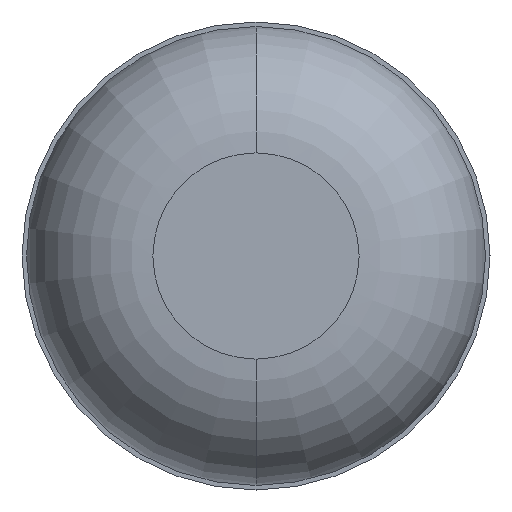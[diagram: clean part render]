
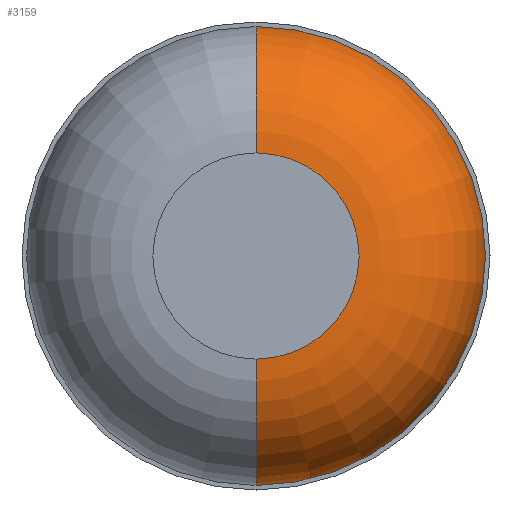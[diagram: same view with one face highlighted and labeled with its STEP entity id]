
A CAD part, front view. The second image highlights one B-rep face of the part: STEP entity #3159.
In plain terms, the highlighted toroidal (fillet/blend) face has major radius 0.155 mm and minor radius 0.19 mm.
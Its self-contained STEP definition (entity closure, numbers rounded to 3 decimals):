
#2 = EDGE_CURVE ( 'Defeature ausgef�hrt1_1+Defeature ausgef�hrt1_3+Defeature ausgef�hrt1_3+Defeature ausgef�hrt1_3', #3665, #1447, #693, .T. ) ;
#305 = CIRCLE ( 'NONE', #3498, 0.155 ) ;
#567 = CARTESIAN_POINT ( 'NONE',  ( 0., -12.51, -0.345 ) ) ;
#605 = AXIS2_PLACEMENT_3D ( 'NONE', #3761, #3438, #2828 ) ;
#691 = AXIS2_PLACEMENT_3D ( 'NONE', #2608, #1671, #706 ) ;
#693 = CIRCLE ( 'NONE', #778, 0.345 ) ;
#706 = DIRECTION ( 'NONE',  ( 0., 0., -1. ) ) ;
#778 = AXIS2_PLACEMENT_3D ( 'NONE', #2374, #3300, #2332 ) ;
#792 = VERTEX_POINT ( 'NONE', #1172 ) ;
#1172 = CARTESIAN_POINT ( 'NONE',  ( 0., -12.7, 0.155 ) ) ;
#1260 = CIRCLE ( 'NONE', #605, 0.19 ) ;
#1447 = VERTEX_POINT ( 'NONE', #567 ) ;
#1455 = EDGE_CURVE ( 'NONE', #792, #3665, #1260, .T. ) ;
#1510 = EDGE_LOOP ( 'NONE', ( #2720, #3779, #3674, #4114 ) ) ;
#1537 = CARTESIAN_POINT ( 'NONE',  ( 0., -12.51, 0.345 ) ) ;
#1543 = CARTESIAN_POINT ( 'NONE',  ( 0., -12.7, 0. ) ) ;
#1658 = CARTESIAN_POINT ( 'NONE',  ( 0., -12.7, -0.155 ) ) ;
#1666 = TOROIDAL_SURFACE ( 'NONE', #2283, 0.155, 0.19 ) ;
#1671 = DIRECTION ( 'NONE',  ( 1., 0., 0. ) ) ;
#1876 = DIRECTION ( 'NONE',  ( 0., 0., 1. ) ) ;
#2085 = DIRECTION ( 'NONE',  ( 0., 0., 1. ) ) ;
#2283 = AXIS2_PLACEMENT_3D ( 'NONE', #2336, #3306, #2085 ) ;
#2328 = CIRCLE ( 'NONE', #691, 0.19 ) ;
#2332 = DIRECTION ( 'NONE',  ( 0., 0., 1. ) ) ;
#2336 = CARTESIAN_POINT ( 'NONE',  ( 0., -12.51, 0. ) ) ;
#2374 = CARTESIAN_POINT ( 'NONE',  ( 0., -12.51, 0. ) ) ;
#2513 = EDGE_CURVE ( 'Defeature ausgef�hrt1_3+Defeature ausgef�hrt1_4+Defeature ausgef�hrt1_4+Defeature ausgef�hrt1_4', #792, #3052, #305, .T. ) ;
#2608 = CARTESIAN_POINT ( 'NONE',  ( 0., -12.51, -0.155 ) ) ;
#2629 = FACE_OUTER_BOUND ( 'NONE', #1510, .T. ) ;
#2720 = ORIENTED_EDGE ( 'NONE', *, *, #2513, .T. ) ;
#2828 = DIRECTION ( 'NONE',  ( 0., 0., 1. ) ) ;
#2971 = EDGE_CURVE ( 'NONE', #3052, #1447, #2328, .T. ) ;
#3052 = VERTEX_POINT ( 'NONE', #1658 ) ;
#3159 = ADVANCED_FACE ( 'Defeature ausgef�hrt1_3', ( #2629 ), #1666, .T. ) ;
#3300 = DIRECTION ( 'NONE',  ( 0., 1., 0. ) ) ;
#3306 = DIRECTION ( 'NONE',  ( 0., 1., 0. ) ) ;
#3438 = DIRECTION ( 'NONE',  ( -1., 0., 0. ) ) ;
#3498 = AXIS2_PLACEMENT_3D ( 'NONE', #1543, #3805, #1876 ) ;
#3665 = VERTEX_POINT ( 'NONE', #1537 ) ;
#3674 = ORIENTED_EDGE ( 'NONE', *, *, #2, .F. ) ;
#3761 = CARTESIAN_POINT ( 'NONE',  ( 0., -12.51, 0.155 ) ) ;
#3779 = ORIENTED_EDGE ( 'NONE', *, *, #2971, .T. ) ;
#3805 = DIRECTION ( 'NONE',  ( 0., 1., 0. ) ) ;
#4114 = ORIENTED_EDGE ( 'NONE', *, *, #1455, .F. ) ;
